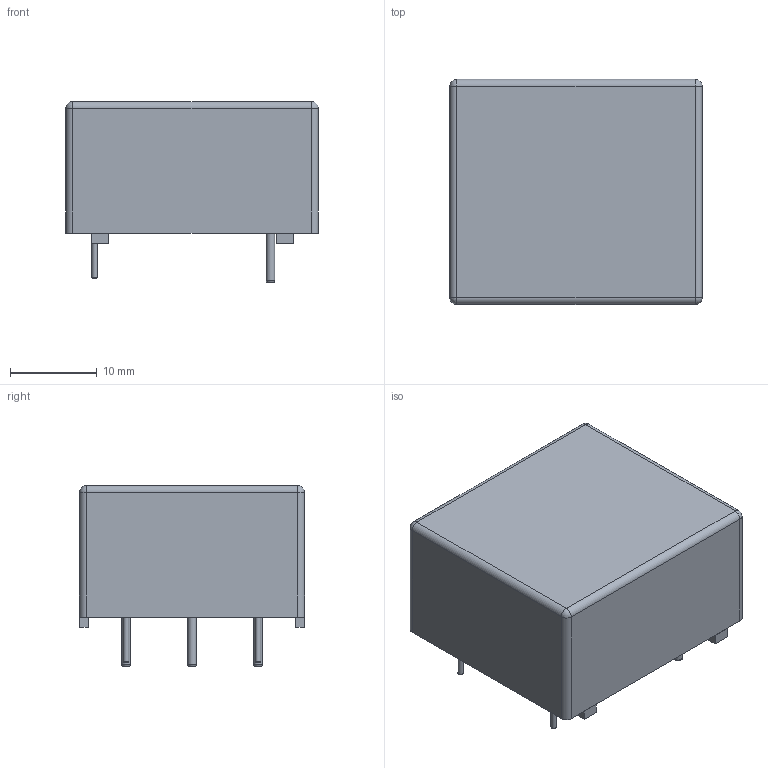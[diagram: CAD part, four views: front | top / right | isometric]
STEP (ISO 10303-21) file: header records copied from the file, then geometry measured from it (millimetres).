
FILE_DESCRIPTION(('FreeCAD Model'),'2;1');
FILE_NAME('Fillet003_fd_sp.step','2018-06-21T21:40:52',('kicad StepUp'),('ksu MCAD' ),'Open CASCADE STEP processor 7.1','FreeCAD','Unknown');
FILE_SCHEMA(('AUTOMOTIVE_DESIGN { 1 0 10303 214 1 1 1 1 }'));
Length unit declared in the file: millimetre
Products named in the file (1): LEM_LV25-P
Bounding box: 29.2 x 26 x 20.9 mm (x, y, z)
Volume: 11543 mm3; surface area: 3239.2 mm2
Topology: 1 solids, 1 shells, 53 faces, 113 edges, 67 vertices
Faces by surface type: plane 31, cylinder 13, torus 5, sphere 4
Full cylindrical faces by diameter (mm): 0.64 x2, 1 x3
Entity records: 1003 total; most frequent: ORIENTED_EDGE 171, CARTESIAN_POINT 131, EDGE_CURVE 109, AXIS2_PLACEMENT_3D 78, LINE 73, VERTEX_POINT 67, FACE_BOUND 62, EDGE_LOOP 62
